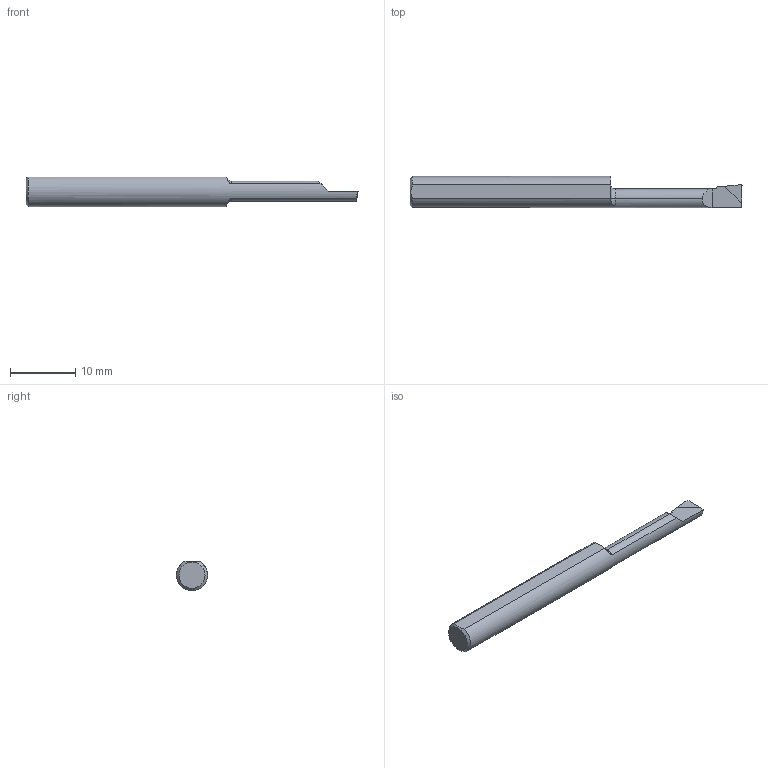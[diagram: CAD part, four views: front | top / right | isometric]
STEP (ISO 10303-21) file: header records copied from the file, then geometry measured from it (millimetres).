
FILE_DESCRIPTION (( 'STEP AP203' ), '1' );
FILE_NAME ('226295-CBN-B140750.STEP', '2024-04-29T18:52:46', ( '' ), ( '' ), 'SwSTEP 2.0', 'SolidWorks 2022', '' );
FILE_SCHEMA (( 'CONFIG_CONTROL_DESIGN' ));
Length unit declared in the file: inch
Products named in the file (3): CBN-B140-INSERT_B140 INSERT; 226295-CBN-B140750; CBN-B140_PCD-B140750
Assembly tree (2 placements, depth 2):
  226295-CBN-B140750
    CBN-B140_PCD-B140750
    CBN-B140-INSERT_B140 INSERT
Bounding box: 50.8 x 4.75 x 4.5 mm (x, y, z)
Volume: 657.4 mm3; surface area: 677.4 mm2
Topology: 2 solids, 2 shells, 28 faces, 69 edges, 45 vertices
Faces by surface type: plane 18, cylinder 5, torus 3, cone 2
Entity records: 1161 total; most frequent: CARTESIAN_POINT 209, ORIENTED_EDGE 138, DIRECTION 135, EDGE_CURVE 69, AXIS2_PLACEMENT_3D 47, VERTEX_POINT 45, LINE 41, VECTOR 41
